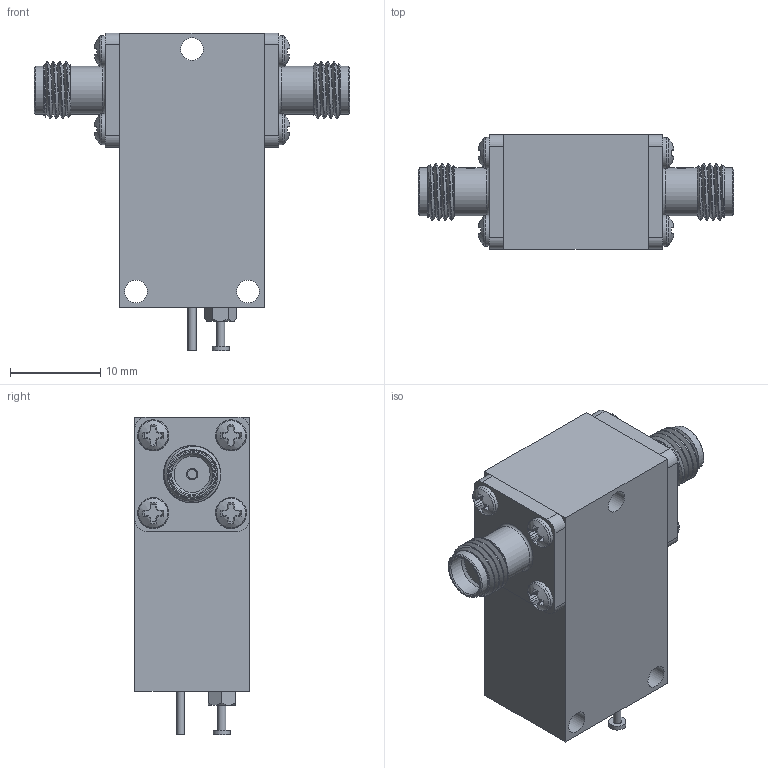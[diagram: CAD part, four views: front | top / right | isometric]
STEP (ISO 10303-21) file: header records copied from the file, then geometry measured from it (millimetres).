
FILE_DESCRIPTION (( 'STEP AP203' ), '1' );
FILE_NAME ('PE1606A_3D.step', '2022-01-28T22:44:01', ( '' ), ( '' ), 'SwSTEP 2.0', 'SolidWorks 2021', '' );
FILE_SCHEMA (( 'CONFIG_CONTROL_DESIGN' ));
Products named in the file (1): PE1606A_3D
Bounding box: 35.05 x 12.73 x 35.31 mm (x, y, z)
Volume: 6928.8 mm3; surface area: 4344.4 mm2
Topology: 4 solids, 4 shells, 684 faces, 1761 edges, 1172 vertices
Faces by surface type: plane 410, bspline 140, cone 72, cylinder 60, torus 2
Full cylindrical faces by diameter (mm): 0.889 x2, 1.016 x2, 1.27 x4, 1.905 x1, 2.54 x3, 2.578 x8, 3.454 x8, 4.521 x2, 5.08 x2, 5.334 x4
Entity records: 42580 total; most frequent: CARTESIAN_POINT 27410, ORIENTED_EDGE 3394, DIRECTION 2477, EDGE_CURVE 1697, VERTEX_POINT 1160, VECTOR 939, LINE 939, EDGE_LOOP 833
